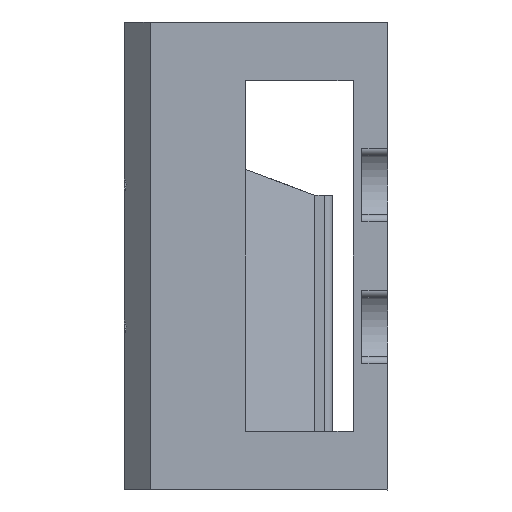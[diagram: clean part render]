
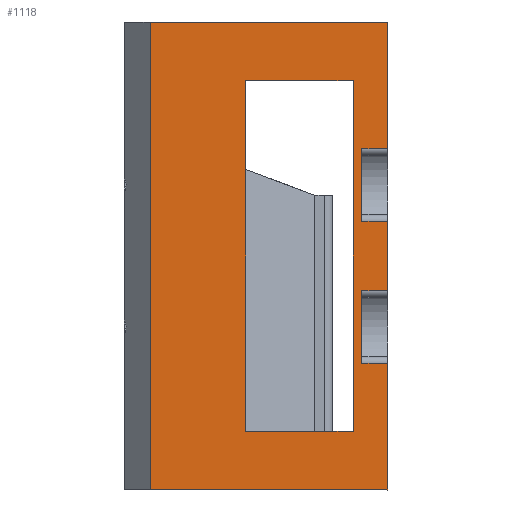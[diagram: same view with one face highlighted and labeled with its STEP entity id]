
A CAD part, left-side view. The second image highlights one B-rep face of the part: STEP entity #1118.
In plain terms, the highlighted planar face has unit normal (-1, 0, 0).
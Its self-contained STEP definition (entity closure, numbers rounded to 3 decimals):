
#4 = AXIS2_PLACEMENT_3D ( 'NONE', #3128, #1706, #3203 ) ;
#87 = EDGE_CURVE ( 'NONE', #2873, #4147, #2311, .T. ) ;
#120 = CARTESIAN_POINT ( 'NONE',  ( -24.114, -36.7, 6.201 ) ) ;
#157 = DIRECTION ( 'NONE',  ( 0., -1., 0. ) ) ;
#159 = VECTOR ( 'NONE', #3518, 1000. ) ;
#216 = EDGE_CURVE ( 'NONE', #4714, #4034, #4124, .T. ) ;
#222 = CARTESIAN_POINT ( 'NONE',  ( -24.114, -29.7, 2. ) ) ;
#277 = CARTESIAN_POINT ( 'NONE',  ( -24.114, -38.2, -6.2 ) ) ;
#296 = CARTESIAN_POINT ( 'NONE',  ( -24.114, -36.7, 2. ) ) ;
#311 = ORIENTED_EDGE ( 'NONE', *, *, #4697, .F. ) ;
#360 = ORIENTED_EDGE ( 'NONE', *, *, #1813, .F. ) ;
#378 = CARTESIAN_POINT ( 'NONE',  ( -24.114, -38.2, 13.5 ) ) ;
#413 = LINE ( 'NONE', #222, #4717 ) ;
#420 = VECTOR ( 'NONE', #1550, 1000. ) ;
#426 = ORIENTED_EDGE ( 'NONE', *, *, #4793, .T. ) ;
#427 = CARTESIAN_POINT ( 'NONE',  ( -24.114, -36.2, 10.1 ) ) ;
#461 = DIRECTION ( 'NONE',  ( 0., 0., 1. ) ) ;
#462 = CARTESIAN_POINT ( 'NONE',  ( -24.114, -26.5, -13.5 ) ) ;
#481 = DIRECTION ( 'NONE',  ( 0., 1., 0. ) ) ;
#488 = LINE ( 'NONE', #427, #420 ) ;
#508 = CARTESIAN_POINT ( 'NONE',  ( -24.114, -38.2, -1.999 ) ) ;
#525 = VERTEX_POINT ( 'NONE', #3398 ) ;
#527 = CARTESIAN_POINT ( 'NONE',  ( -24.114, -24.5, 13.5 ) ) ;
#581 = LINE ( 'NONE', #2183, #4693 ) ;
#589 = LINE ( 'NONE', #2870, #4103 ) ;
#667 = VERTEX_POINT ( 'NONE', #1927 ) ;
#669 = LINE ( 'NONE', #2194, #2301 ) ;
#701 = CARTESIAN_POINT ( 'NONE',  ( -24.114, -30., -10.1 ) ) ;
#821 = LINE ( 'NONE', #879, #3699 ) ;
#853 = ORIENTED_EDGE ( 'NONE', *, *, #3563, .T. ) ;
#862 = CARTESIAN_POINT ( 'NONE',  ( -24.114, -36.7, 2. ) ) ;
#874 = DIRECTION ( 'NONE',  ( 0., 0., 1. ) ) ;
#879 = CARTESIAN_POINT ( 'NONE',  ( -24.114, -38.2, -13.5 ) ) ;
#902 = VERTEX_POINT ( 'NONE', #1294 ) ;
#943 = LINE ( 'NONE', #1690, #159 ) ;
#955 = VECTOR ( 'NONE', #3099, 1000. ) ;
#988 = EDGE_CURVE ( 'NONE', #1559, #667, #488, .T. ) ;
#1030 = CARTESIAN_POINT ( 'NONE',  ( -24.114, -24.5, -13.5 ) ) ;
#1118 = ADVANCED_FACE ( 'NONE', ( #2368, #3653 ), #2417, .T. ) ;
#1181 = LINE ( 'NONE', #862, #955 ) ;
#1294 = CARTESIAN_POINT ( 'NONE',  ( -24.114, -38.2, 6.201 ) ) ;
#1352 = CARTESIAN_POINT ( 'NONE',  ( -24.114, -36.2, -10.1 ) ) ;
#1412 = LINE ( 'NONE', #2781, #1705 ) ;
#1529 = VERTEX_POINT ( 'NONE', #4800 ) ;
#1550 = DIRECTION ( 'NONE',  ( 0., 0., 1. ) ) ;
#1559 = VERTEX_POINT ( 'NONE', #4686 ) ;
#1601 = CARTESIAN_POINT ( 'NONE',  ( -24.114, -24.5, -13.5 ) ) ;
#1690 = CARTESIAN_POINT ( 'NONE',  ( -24.114, -30., -10.1 ) ) ;
#1693 = DIRECTION ( 'NONE',  ( 0., 1., 0. ) ) ;
#1703 = VECTOR ( 'NONE', #481, 1000. ) ;
#1705 = VECTOR ( 'NONE', #3104, 1000. ) ;
#1706 = DIRECTION ( 'NONE',  ( -1., 0., 0. ) ) ;
#1738 = ORIENTED_EDGE ( 'NONE', *, *, #1765, .F. ) ;
#1765 = EDGE_CURVE ( 'NONE', #1818, #4147, #413, .T. ) ;
#1813 = EDGE_CURVE ( 'NONE', #667, #2163, #669, .T. ) ;
#1818 = VERTEX_POINT ( 'NONE', #296 ) ;
#1820 = CARTESIAN_POINT ( 'NONE',  ( -24.114, -38.2, -13.5 ) ) ;
#1927 = CARTESIAN_POINT ( 'NONE',  ( -24.114, -36.2, 10.1 ) ) ;
#1953 = ORIENTED_EDGE ( 'NONE', *, *, #2334, .T. ) ;
#1998 = VECTOR ( 'NONE', #157, 1000. ) ;
#2007 = LINE ( 'NONE', #462, #1703 ) ;
#2054 = DIRECTION ( 'NONE',  ( 0., 0., 1. ) ) ;
#2071 = DIRECTION ( 'NONE',  ( 0., -1., 0. ) ) ;
#2081 = VERTEX_POINT ( 'NONE', #701 ) ;
#2092 = EDGE_CURVE ( 'NONE', #2936, #3717, #3759, .T. ) ;
#2140 = ORIENTED_EDGE ( 'NONE', *, *, #87, .T. ) ;
#2163 = VERTEX_POINT ( 'NONE', #4522 ) ;
#2182 = ORIENTED_EDGE ( 'NONE', *, *, #3998, .F. ) ;
#2183 = CARTESIAN_POINT ( 'NONE',  ( -24.114, -29.7, -1.999 ) ) ;
#2193 = VECTOR ( 'NONE', #4819, 1000. ) ;
#2194 = CARTESIAN_POINT ( 'NONE',  ( -24.114, -30., 10.1 ) ) ;
#2241 = VERTEX_POINT ( 'NONE', #378 ) ;
#2301 = VECTOR ( 'NONE', #4822, 1000. ) ;
#2311 = LINE ( 'NONE', #4655, #4074 ) ;
#2329 = EDGE_CURVE ( 'NONE', #1818, #2903, #1181, .T. ) ;
#2334 = EDGE_CURVE ( 'NONE', #902, #2241, #821, .T. ) ;
#2368 = FACE_OUTER_BOUND ( 'NONE', #4603, .T. ) ;
#2417 = PLANE ( 'NONE',  #4 ) ;
#2456 = EDGE_CURVE ( 'NONE', #1529, #3717, #4412, .T. ) ;
#2509 = DIRECTION ( 'NONE',  ( 0., -1., 0. ) ) ;
#2594 = ORIENTED_EDGE ( 'NONE', *, *, #2456, .F. ) ;
#2781 = CARTESIAN_POINT ( 'NONE',  ( -24.114, -29.7, 6.201 ) ) ;
#2870 = CARTESIAN_POINT ( 'NONE',  ( -24.114, -36.7, -6.2 ) ) ;
#2873 = VERTEX_POINT ( 'NONE', #508 ) ;
#2903 = VERTEX_POINT ( 'NONE', #120 ) ;
#2936 = VERTEX_POINT ( 'NONE', #3510 ) ;
#3099 = DIRECTION ( 'NONE',  ( 0., 0., 1. ) ) ;
#3104 = DIRECTION ( 'NONE',  ( 0., -1., 0. ) ) ;
#3121 = CARTESIAN_POINT ( 'NONE',  ( -24.114, -29.7, -6.2 ) ) ;
#3128 = CARTESIAN_POINT ( 'NONE',  ( -24.114, -23., -13.5 ) ) ;
#3149 = VECTOR ( 'NONE', #2071, 1000. ) ;
#3203 = DIRECTION ( 'NONE',  ( 0., -1., 0. ) ) ;
#3238 = ORIENTED_EDGE ( 'NONE', *, *, #2329, .T. ) ;
#3262 = LINE ( 'NONE', #4649, #4752 ) ;
#3303 = CARTESIAN_POINT ( 'NONE',  ( -24.114, -38.2, 2. ) ) ;
#3329 = ORIENTED_EDGE ( 'NONE', *, *, #2092, .T. ) ;
#3398 = CARTESIAN_POINT ( 'NONE',  ( -24.114, -36.7, -1.999 ) ) ;
#3506 = LINE ( 'NONE', #1352, #1998 ) ;
#3510 = CARTESIAN_POINT ( 'NONE',  ( -24.114, -38.2, -13.5 ) ) ;
#3518 = DIRECTION ( 'NONE',  ( 0., 0., -1. ) ) ;
#3563 = EDGE_CURVE ( 'NONE', #2903, #902, #1412, .T. ) ;
#3594 = VECTOR ( 'NONE', #874, 1000. ) ;
#3653 = FACE_BOUND ( 'NONE', #3980, .T. ) ;
#3669 = ORIENTED_EDGE ( 'NONE', *, *, #216, .F. ) ;
#3699 = VECTOR ( 'NONE', #461, 1000. ) ;
#3710 = EDGE_CURVE ( 'NONE', #1529, #525, #589, .T. ) ;
#3717 = VERTEX_POINT ( 'NONE', #277 ) ;
#3759 = LINE ( 'NONE', #1820, #2193 ) ;
#3980 = EDGE_LOOP ( 'NONE', ( #311, #4326, #360, #4729 ) ) ;
#3998 = EDGE_CURVE ( 'NONE', #2936, #4714, #2007, .T. ) ;
#4005 = ORIENTED_EDGE ( 'NONE', *, *, #3710, .T. ) ;
#4009 = ORIENTED_EDGE ( 'NONE', *, *, #4426, .T. ) ;
#4033 = EDGE_CURVE ( 'NONE', #2163, #2081, #943, .T. ) ;
#4034 = VERTEX_POINT ( 'NONE', #527 ) ;
#4074 = VECTOR ( 'NONE', #2054, 1000. ) ;
#4097 = DIRECTION ( 'NONE',  ( 0., -1., 0. ) ) ;
#4103 = VECTOR ( 'NONE', #4349, 1000. ) ;
#4124 = LINE ( 'NONE', #1601, #3594 ) ;
#4147 = VERTEX_POINT ( 'NONE', #3303 ) ;
#4326 = ORIENTED_EDGE ( 'NONE', *, *, #4033, .F. ) ;
#4349 = DIRECTION ( 'NONE',  ( 0., 0., 1. ) ) ;
#4412 = LINE ( 'NONE', #3121, #3149 ) ;
#4426 = EDGE_CURVE ( 'NONE', #2241, #4034, #3262, .T. ) ;
#4522 = CARTESIAN_POINT ( 'NONE',  ( -24.114, -30., 10.1 ) ) ;
#4603 = EDGE_LOOP ( 'NONE', ( #426, #2140, #1738, #3238, #853, #1953, #4009, #3669, #2182, #3329, #2594, #4005 ) ) ;
#4649 = CARTESIAN_POINT ( 'NONE',  ( -24.114, -26.5, 13.5 ) ) ;
#4655 = CARTESIAN_POINT ( 'NONE',  ( -24.114, -38.2, -13.5 ) ) ;
#4686 = CARTESIAN_POINT ( 'NONE',  ( -24.114, -36.2, -10.1 ) ) ;
#4693 = VECTOR ( 'NONE', #2509, 1000. ) ;
#4697 = EDGE_CURVE ( 'NONE', #2081, #1559, #3506, .T. ) ;
#4714 = VERTEX_POINT ( 'NONE', #1030 ) ;
#4717 = VECTOR ( 'NONE', #4097, 1000. ) ;
#4729 = ORIENTED_EDGE ( 'NONE', *, *, #988, .F. ) ;
#4752 = VECTOR ( 'NONE', #1693, 1000. ) ;
#4793 = EDGE_CURVE ( 'NONE', #525, #2873, #581, .T. ) ;
#4800 = CARTESIAN_POINT ( 'NONE',  ( -24.114, -36.7, -6.2 ) ) ;
#4819 = DIRECTION ( 'NONE',  ( 0., 0., 1. ) ) ;
#4822 = DIRECTION ( 'NONE',  ( 0., 1., 0. ) ) ;
